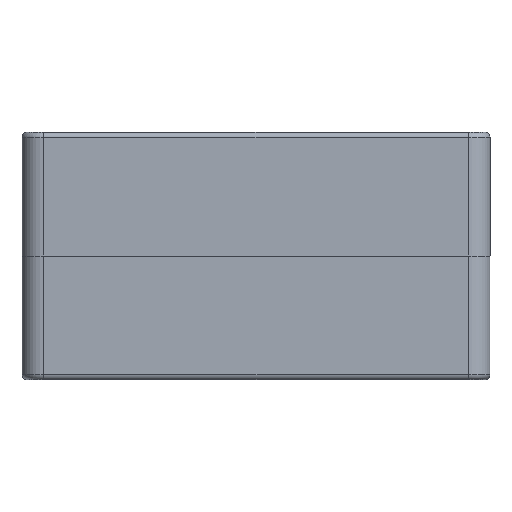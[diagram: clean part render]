
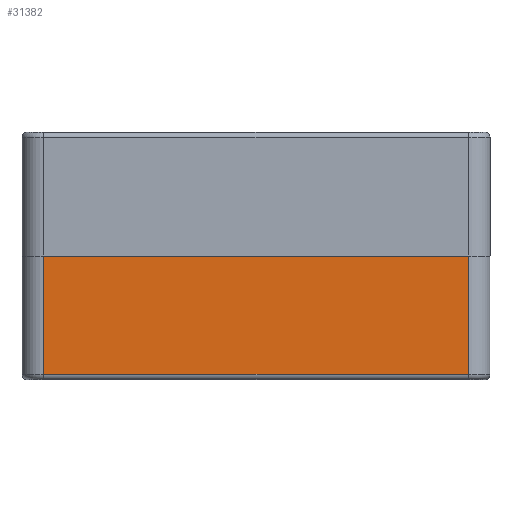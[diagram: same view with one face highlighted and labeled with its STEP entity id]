
A CAD part, front view. The second image highlights one B-rep face of the part: STEP entity #31382.
In plain terms, the highlighted planar face has unit normal (0, -1, 0).
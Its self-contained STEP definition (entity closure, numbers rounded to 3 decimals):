
#376 = VERTEX_POINT ( 'NONE', #24156 ) ;
#519 = EDGE_CURVE ( 'NONE', #376, #5438, #15957, .T. ) ;
#2535 = VECTOR ( 'NONE', #32691, 1000. ) ;
#2764 = ORIENTED_EDGE ( 'NONE', *, *, #33856, .F. ) ;
#3178 = DIRECTION ( 'NONE',  ( 0., 0., -1. ) ) ;
#3367 = VECTOR ( 'NONE', #3178, 1000. ) ;
#4536 = FACE_OUTER_BOUND ( 'NONE', #33921, .T. ) ;
#5131 = CARTESIAN_POINT ( 'NONE',  ( 0., -52.5, 1. ) ) ;
#5369 = VECTOR ( 'NONE', #27683, 1000. ) ;
#5438 = VERTEX_POINT ( 'NONE', #17275 ) ;
#5549 = VERTEX_POINT ( 'NONE', #40327 ) ;
#7475 = EDGE_CURVE ( 'NONE', #5549, #41501, #37756, .T. ) ;
#8090 = DIRECTION ( 'NONE',  ( -1., 0., 0. ) ) ;
#8829 = CARTESIAN_POINT ( 'NONE',  ( 39.5, -52.5, 23. ) ) ;
#10840 = EDGE_CURVE ( 'NONE', #41501, #5438, #11408, .T. ) ;
#11225 = DIRECTION ( 'NONE',  ( 0., 1., 0. ) ) ;
#11408 = LINE ( 'NONE', #5131, #13431 ) ;
#13431 = VECTOR ( 'NONE', #40786, 1000. ) ;
#13573 = LINE ( 'NONE', #23248, #2535 ) ;
#15514 = CARTESIAN_POINT ( 'NONE',  ( -39.5, -52.5, 23. ) ) ;
#15957 = LINE ( 'NONE', #8829, #3367 ) ;
#17275 = CARTESIAN_POINT ( 'NONE',  ( 39.5, -52.5, 1. ) ) ;
#17326 = PLANE ( 'NONE',  #25888 ) ;
#17789 = ORIENTED_EDGE ( 'NONE', *, *, #10840, .T. ) ;
#23248 = CARTESIAN_POINT ( 'NONE',  ( 0., -52.5, 23. ) ) ;
#24156 = CARTESIAN_POINT ( 'NONE',  ( 39.5, -52.5, 23. ) ) ;
#25888 = AXIS2_PLACEMENT_3D ( 'NONE', #30124, #11225, #8090 ) ;
#26246 = CARTESIAN_POINT ( 'NONE',  ( -39.5, -52.5, 1. ) ) ;
#27588 = ORIENTED_EDGE ( 'NONE', *, *, #7475, .T. ) ;
#27683 = DIRECTION ( 'NONE',  ( 0., 0., -1. ) ) ;
#30124 = CARTESIAN_POINT ( 'NONE',  ( 0., -52.5, 23. ) ) ;
#31382 = ADVANCED_FACE ( 'NONE', ( #4536 ), #17326, .F. ) ;
#32691 = DIRECTION ( 'NONE',  ( 1., 0., 0. ) ) ;
#33856 = EDGE_CURVE ( 'NONE', #5549, #376, #13573, .T. ) ;
#33921 = EDGE_LOOP ( 'NONE', ( #27588, #17789, #39801, #2764 ) ) ;
#37756 = LINE ( 'NONE', #15514, #5369 ) ;
#39801 = ORIENTED_EDGE ( 'NONE', *, *, #519, .F. ) ;
#40327 = CARTESIAN_POINT ( 'NONE',  ( -39.5, -52.5, 23. ) ) ;
#40786 = DIRECTION ( 'NONE',  ( 1., 0., 0. ) ) ;
#41501 = VERTEX_POINT ( 'NONE', #26246 ) ;
